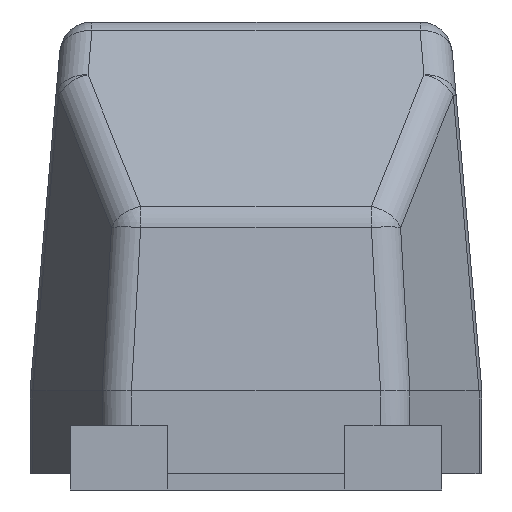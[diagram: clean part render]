
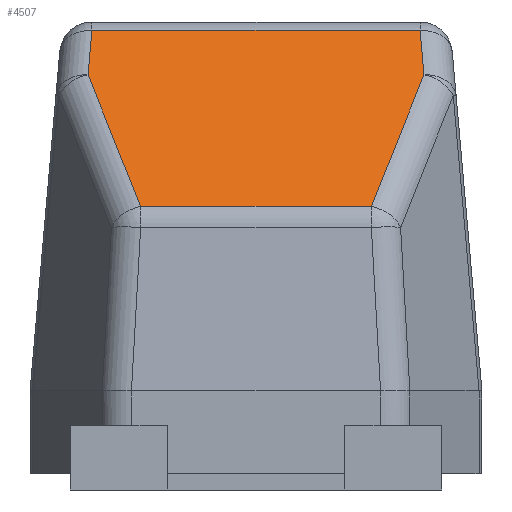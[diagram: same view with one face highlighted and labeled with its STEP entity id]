
A CAD part, left-side view. The second image highlights one B-rep face of the part: STEP entity #4507.
In plain terms, the highlighted planar face has unit normal (-0.676, 0, 0.737).
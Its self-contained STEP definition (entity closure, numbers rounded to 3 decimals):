
#315=FACE_OUTER_BOUND('',#565,.T.);
#565=EDGE_LOOP('',(#3694,#3695,#3696,#3697,#3698,#3699));
#1016=LINE('',#6851,#1570);
#1022=LINE('',#6886,#1576);
#1024=LINE('',#6895,#1578);
#1027=LINE('',#6900,#1581);
#1030=LINE('',#6908,#1584);
#1041=LINE('',#6935,#1595);
#1570=VECTOR('',#5619,0.625);
#1576=VECTOR('',#5665,0.204);
#1578=VECTOR('',#5677,0.204);
#1581=VECTOR('',#5684,1.017);
#1584=VECTOR('',#5693,0.625);
#1595=VECTOR('',#5720,0.715);
#1996=VERTEX_POINT('',#6795);
#2007=VERTEX_POINT('',#6824);
#2012=VERTEX_POINT('',#6842);
#2017=VERTEX_POINT('',#6861);
#2021=VERTEX_POINT('',#6878);
#2023=VERTEX_POINT('',#6889);
#2545=EDGE_CURVE('',#1996,#2012,#1016,.T.);
#2563=EDGE_CURVE('',#2012,#2021,#1022,.T.);
#2568=EDGE_CURVE('',#2023,#2017,#1024,.T.);
#2571=EDGE_CURVE('',#2021,#2023,#1027,.T.);
#2575=EDGE_CURVE('',#2017,#2007,#1030,.T.);
#2589=EDGE_CURVE('',#2007,#1996,#1041,.T.);
#3694=ORIENTED_EDGE('',*,*,#2568,.F.);
#3695=ORIENTED_EDGE('',*,*,#2571,.F.);
#3696=ORIENTED_EDGE('',*,*,#2563,.F.);
#3697=ORIENTED_EDGE('',*,*,#2545,.F.);
#3698=ORIENTED_EDGE('',*,*,#2589,.F.);
#3699=ORIENTED_EDGE('',*,*,#2575,.F.);
#4071=PLANE('',#4790);
#4507=ADVANCED_FACE('',(#315),#4071,.T.);
#4790=AXIS2_PLACEMENT_3D('',#7006,#5786,#5787);
#5619=DIRECTION('',(0.712,0.261,0.652));
#5665=DIRECTION('',(0.736,-0.059,0.674));
#5677=DIRECTION('',(-0.736,-0.059,-0.674));
#5684=DIRECTION('',(0.,-1.,0.));
#5693=DIRECTION('',(-0.712,0.261,-0.652));
#5720=DIRECTION('',(0.,1.,0.));
#5786=DIRECTION('center_axis',(-0.676,0.,0.737));
#5787=DIRECTION('ref_axis',(0.737,0.,0.676));
#6795=CARTESIAN_POINT('',(-3.274,0.357,0.879));
#6824=CARTESIAN_POINT('',(-3.274,-0.357,0.879));
#6842=CARTESIAN_POINT('',(-2.829,0.52,1.286));
#6851=CARTESIAN_POINT('',(-2.701,0.567,1.403));
#6861=CARTESIAN_POINT('',(-2.829,-0.52,1.286));
#6878=CARTESIAN_POINT('',(-2.679,0.508,1.424));
#6886=CARTESIAN_POINT('',(-1.852,0.442,2.181));
#6889=CARTESIAN_POINT('',(-2.679,-0.508,1.424));
#6895=CARTESIAN_POINT('',(-2.605,-0.502,1.491));
#6900=CARTESIAN_POINT('',(-2.679,0.056,1.424));
#6908=CARTESIAN_POINT('',(-2.803,-0.53,1.31));
#6935=CARTESIAN_POINT('',(-3.274,0.169,0.879));
#7006=CARTESIAN_POINT('Origin',(-2.976,0.113,1.151));
